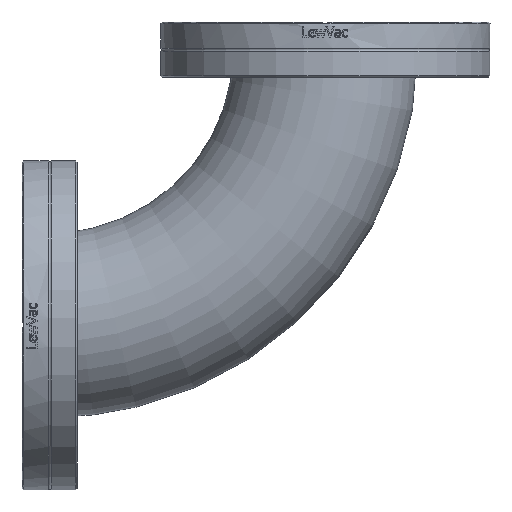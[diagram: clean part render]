
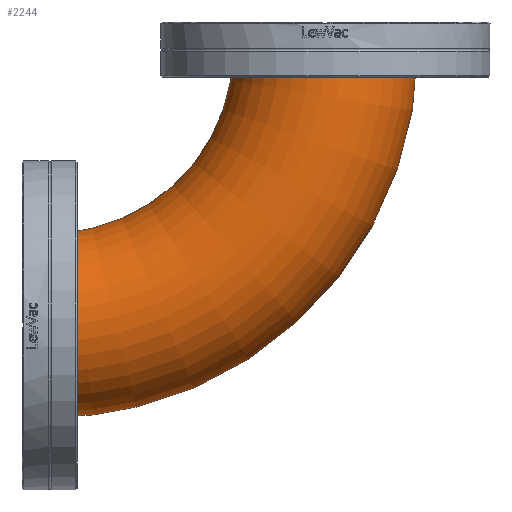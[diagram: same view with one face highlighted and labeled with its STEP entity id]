
A CAD part, left-side view. The second image highlights one B-rep face of the part: STEP entity #2244.
In plain terms, the highlighted toroidal (fillet/blend) face has major radius 95.1 mm and minor radius 31.75 mm.
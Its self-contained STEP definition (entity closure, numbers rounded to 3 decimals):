
#503=FACE_BOUND('',#718,.T.);
#573=FACE_OUTER_BOUND('',#717,.T.);
#717=EDGE_LOOP('',(#1600));
#718=EDGE_LOOP('',(#1601));
#930=CIRCLE('',#2473,31.75);
#931=CIRCLE('',#2474,31.75);
#1047=VERTEX_POINT('',#3241);
#1048=VERTEX_POINT('',#3243);
#1279=EDGE_CURVE('',#1047,#1047,#930,.T.);
#1280=EDGE_CURVE('',#1048,#1048,#931,.T.);
#1600=ORIENTED_EDGE('',*,*,#1279,.F.);
#1601=ORIENTED_EDGE('',*,*,#1280,.T.);
#2241=TOROIDAL_SURFACE('',#2472,95.1,31.75);
#2244=ADVANCED_FACE('',(#573,#503),#2241,.T.);
#2472=AXIS2_PLACEMENT_3D('',#3240,#2694,#2695);
#2473=AXIS2_PLACEMENT_3D('',#3242,#2696,#2697);
#2474=AXIS2_PLACEMENT_3D('',#3244,#2698,#2699);
#2694=DIRECTION('center_axis',(0.,0.,-1.));
#2695=DIRECTION('ref_axis',(-1.,0.,0.));
#2696=DIRECTION('center_axis',(1.,0.,0.));
#2697=DIRECTION('ref_axis',(0.,1.,0.));
#2698=DIRECTION('center_axis',(0.,1.,0.));
#2699=DIRECTION('ref_axis',(-1.,0.,0.));
#3240=CARTESIAN_POINT('Origin',(0.,0.,0.));
#3241=CARTESIAN_POINT('',(0.,63.35,0.));
#3242=CARTESIAN_POINT('Origin',(0.,95.1,0.));
#3243=CARTESIAN_POINT('',(-63.35,0.,0.));
#3244=CARTESIAN_POINT('Origin',(-95.1,0.,0.));
